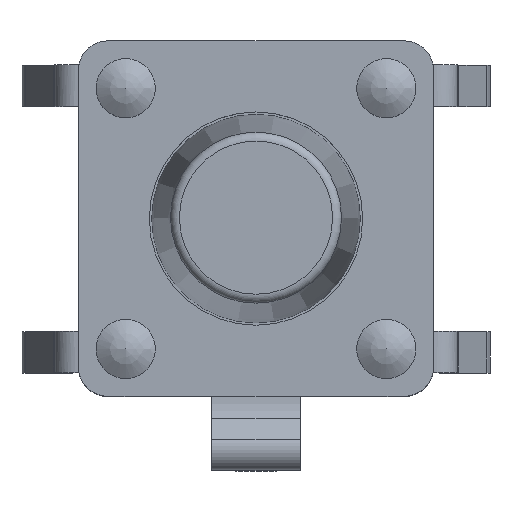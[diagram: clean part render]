
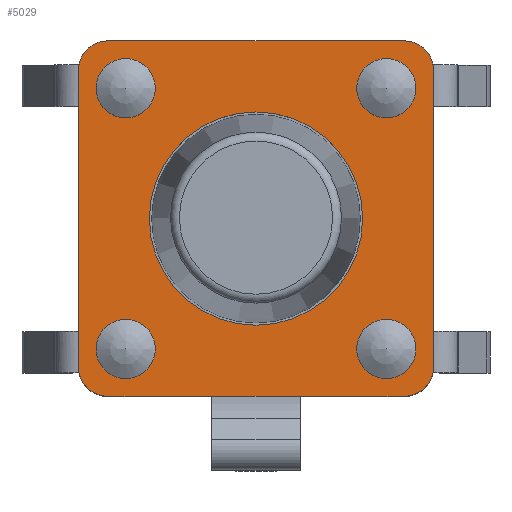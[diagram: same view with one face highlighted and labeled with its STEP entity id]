
A CAD part, top view. The second image highlights one B-rep face of the part: STEP entity #5029.
In plain terms, the highlighted planar face has unit normal (0, 0, 1).
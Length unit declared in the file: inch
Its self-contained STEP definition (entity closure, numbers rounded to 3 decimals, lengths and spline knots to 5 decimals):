
#3844=CARTESIAN_POINT('',(-0.09843,-0.11811,0.12677));
#3845=VERTEX_POINT('',#3844);
#3852=CARTESIAN_POINT('',(-0.11811,-0.09843,0.12677));
#3853=VERTEX_POINT('',#3852);
#3854=CARTESIAN_POINT('',(-0.09843,-0.09843,0.12677));
#3855=DIRECTION('',(0.0,0.0,-1.0));
#3856=DIRECTION('',(-0.707,-0.707,0.0));
#3857=AXIS2_PLACEMENT_3D('',#3854,#3855,#3856);
#3858=CIRCLE('',#3857,0.01969);
#3859=EDGE_CURVE('',#3845,#3853,#3858,.T.);
#3875=CARTESIAN_POINT('',(0.09843,-0.11811,0.12677));
#3876=VERTEX_POINT('',#3875);
#3883=CARTESIAN_POINT('',(0.02953,-0.11811,0.12677));
#3884=VERTEX_POINT('',#3883);
#3885=CARTESIAN_POINT('',(0.09843,-0.11811,0.12677));
#3886=DIRECTION('',(-1.0,0.0,0.0));
#3887=VECTOR('',#3886,0.0689);
#3888=LINE('',#3885,#3887);
#3889=EDGE_CURVE('',#3876,#3884,#3888,.T.);
#3907=CARTESIAN_POINT('',(-0.02953,-0.11811,0.12677));
#3908=VERTEX_POINT('',#3907);
#3915=CARTESIAN_POINT('',(-0.02953,-0.11811,0.12677));
#3916=DIRECTION('',(-1.0,0.0,0.0));
#3917=VECTOR('',#3916,0.0689);
#3918=LINE('',#3915,#3917);
#3919=EDGE_CURVE('',#3908,#3845,#3918,.T.);
#3973=CARTESIAN_POINT('',(0.11811,-0.09843,0.12677));
#3974=VERTEX_POINT('',#3973);
#3981=CARTESIAN_POINT('',(0.09843,-0.09843,0.12677));
#3982=DIRECTION('',(0.0,0.0,-1.0));
#3983=DIRECTION('',(0.707,-0.707,0.0));
#3984=AXIS2_PLACEMENT_3D('',#3981,#3982,#3983);
#3985=CIRCLE('',#3984,0.01969);
#3986=EDGE_CURVE('',#3974,#3876,#3985,.T.);
#4005=CARTESIAN_POINT('',(0.11811,0.09843,0.12677));
#4006=VERTEX_POINT('',#4005);
#4013=CARTESIAN_POINT('',(0.11811,0.09843,0.12677));
#4014=DIRECTION('',(0.0,-1.0,0.0));
#4015=VECTOR('',#4014,0.19685);
#4016=LINE('',#4013,#4015);
#4017=EDGE_CURVE('',#4006,#3974,#4016,.T.);
#4042=CARTESIAN_POINT('',(0.09843,0.11811,0.12677));
#4043=VERTEX_POINT('',#4042);
#4050=CARTESIAN_POINT('',(0.09843,0.09843,0.12677));
#4051=DIRECTION('',(0.0,0.0,-1.0));
#4052=DIRECTION('',(0.707,0.707,0.0));
#4053=AXIS2_PLACEMENT_3D('',#4050,#4051,#4052);
#4054=CIRCLE('',#4053,0.01969);
#4055=EDGE_CURVE('',#4043,#4006,#4054,.T.);
#4089=CARTESIAN_POINT('',(-0.11811,0.09843,0.12677));
#4090=VERTEX_POINT('',#4089);
#4091=CARTESIAN_POINT('',(-0.11811,-0.09843,0.12677));
#4092=DIRECTION('',(0.0,1.0,0.0));
#4093=VECTOR('',#4092,0.19685);
#4094=LINE('',#4091,#4093);
#4095=EDGE_CURVE('',#3853,#4090,#4094,.T.);
#4114=CARTESIAN_POINT('',(-0.09843,0.11811,0.12677));
#4115=VERTEX_POINT('',#4114);
#4122=CARTESIAN_POINT('',(-0.09843,0.11811,0.12677));
#4123=DIRECTION('',(1.0,0.0,0.0));
#4124=VECTOR('',#4123,0.19685);
#4125=LINE('',#4122,#4124);
#4126=EDGE_CURVE('',#4115,#4043,#4125,.T.);
#4169=CARTESIAN_POINT('',(-0.09843,0.09843,0.12677));
#4170=DIRECTION('',(0.0,0.0,-1.0));
#4171=DIRECTION('',(-0.707,0.707,0.0));
#4172=AXIS2_PLACEMENT_3D('',#4169,#4170,#4171);
#4173=CIRCLE('',#4172,0.01969);
#4174=EDGE_CURVE('',#4090,#4115,#4173,.T.);
#4184=CARTESIAN_POINT('',(0.06693,0.08661,0.12677));
#4185=VERTEX_POINT('',#4184);
#4186=CARTESIAN_POINT('',(0.08661,0.08661,0.12677));
#4187=DIRECTION('',(0.0,0.0,-1.0));
#4188=DIRECTION('',(-1.0,0.0,0.0));
#4189=AXIS2_PLACEMENT_3D('',#4186,#4187,#4188);
#4190=CIRCLE('',#4189,0.01969);
#4191=EDGE_CURVE('',#4185,#4185,#4190,.T.);
#4262=CARTESIAN_POINT('',(-0.06693,0.08661,0.12677));
#4263=VERTEX_POINT('',#4262);
#4264=CARTESIAN_POINT('',(-0.08661,0.08661,0.12677));
#4265=DIRECTION('',(0.0,0.0,1.0));
#4266=DIRECTION('',(1.0,0.0,0.0));
#4267=AXIS2_PLACEMENT_3D('',#4264,#4265,#4266);
#4268=CIRCLE('',#4267,0.01969);
#4269=EDGE_CURVE('',#4263,#4263,#4268,.T.);
#4329=CARTESIAN_POINT('',(0.06693,-0.08661,0.12677));
#4330=VERTEX_POINT('',#4329);
#4331=CARTESIAN_POINT('',(0.08661,-0.08661,0.12677));
#4332=DIRECTION('',(0.0,0.0,1.0));
#4333=DIRECTION('',(-1.0,0.0,0.0));
#4334=AXIS2_PLACEMENT_3D('',#4331,#4332,#4333);
#4335=CIRCLE('',#4334,0.01969);
#4336=EDGE_CURVE('',#4330,#4330,#4335,.T.);
#4385=CARTESIAN_POINT('',(-0.06693,-0.08661,0.12677));
#4386=VERTEX_POINT('',#4385);
#4387=CARTESIAN_POINT('',(-0.08661,-0.08661,0.12677));
#4388=DIRECTION('',(0.0,0.0,-1.0));
#4389=DIRECTION('',(1.0,0.0,0.0));
#4390=AXIS2_PLACEMENT_3D('',#4387,#4388,#4389);
#4391=CIRCLE('',#4390,0.01969);
#4392=EDGE_CURVE('',#4386,#4386,#4391,.T.);
#4612=CARTESIAN_POINT('',(0.,-0.07087,0.12677));
#4613=VERTEX_POINT('',#4612);
#4614=CARTESIAN_POINT('',(0.,0.,0.12677));
#4615=DIRECTION('',(0.0,0.0,-1.0));
#4616=DIRECTION('',(0.0,1.0,0.0));
#4617=AXIS2_PLACEMENT_3D('',#4614,#4615,#4616);
#4618=CIRCLE('',#4617,0.07087);
#4619=EDGE_CURVE('',#4613,#4613,#4618,.T.);
#4760=CARTESIAN_POINT('',(0.02953,-0.11811,0.12677));
#4761=DIRECTION('',(-1.0,0.0,0.0));
#4762=VECTOR('',#4761,0.05906);
#4763=LINE('',#4760,#4762);
#4764=EDGE_CURVE('',#3884,#3908,#4763,.T.);
#4997=CARTESIAN_POINT('',(-0.12992,0.12992,0.12677));
#4998=DIRECTION('',(0.0,0.0,1.0));
#4999=DIRECTION('',(1.0,0.0,0.0));
#5000=AXIS2_PLACEMENT_3D('',#4997,#4998,#4999);
#5001=PLANE('',#5000);
#5002=ORIENTED_EDGE('',*,*,#4764,.F.);
#5003=ORIENTED_EDGE('',*,*,#3889,.F.);
#5004=ORIENTED_EDGE('',*,*,#3986,.F.);
#5005=ORIENTED_EDGE('',*,*,#4017,.F.);
#5006=ORIENTED_EDGE('',*,*,#4055,.F.);
#5007=ORIENTED_EDGE('',*,*,#4126,.F.);
#5008=ORIENTED_EDGE('',*,*,#4174,.F.);
#5009=ORIENTED_EDGE('',*,*,#4095,.F.);
#5010=ORIENTED_EDGE('',*,*,#3859,.F.);
#5011=ORIENTED_EDGE('',*,*,#3919,.F.);
#5012=EDGE_LOOP('',(#5002,#5003,#5004,#5005,#5006,#5007,#5008,#5009,#5010,#5011));
#5013=FACE_OUTER_BOUND('',#5012,.T.);
#5014=ORIENTED_EDGE('',*,*,#4392,.T.);
#5015=EDGE_LOOP('',(#5014));
#5016=FACE_BOUND('',#5015,.T.);
#5017=ORIENTED_EDGE('',*,*,#4336,.F.);
#5018=EDGE_LOOP('',(#5017));
#5019=FACE_BOUND('',#5018,.T.);
#5020=ORIENTED_EDGE('',*,*,#4269,.F.);
#5021=EDGE_LOOP('',(#5020));
#5022=FACE_BOUND('',#5021,.T.);
#5023=ORIENTED_EDGE('',*,*,#4191,.T.);
#5024=EDGE_LOOP('',(#5023));
#5025=FACE_BOUND('',#5024,.T.);
#5026=ORIENTED_EDGE('',*,*,#4619,.T.);
#5027=EDGE_LOOP('',(#5026));
#5028=FACE_BOUND('',#5027,.T.);
#5029=ADVANCED_FACE('',(#5013,#5016,#5019,#5022,#5025,#5028),#5001,.T.);
